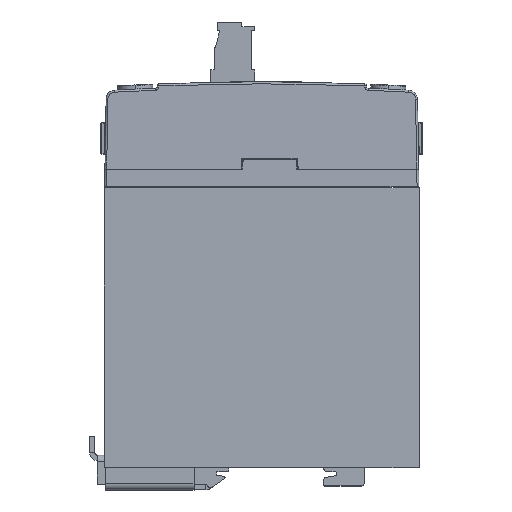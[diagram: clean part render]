
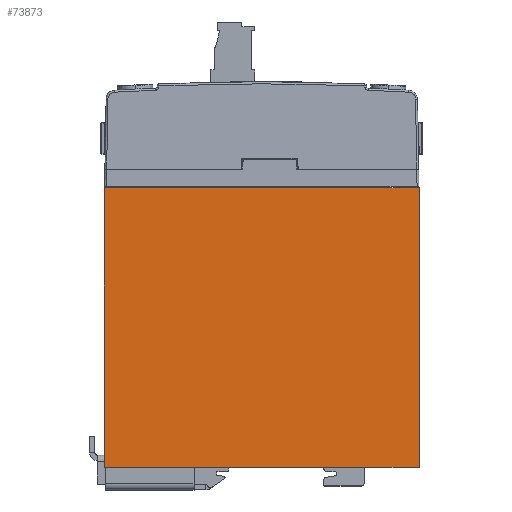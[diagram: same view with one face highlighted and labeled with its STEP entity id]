
A CAD part, top view. The second image highlights one B-rep face of the part: STEP entity #73873.
In plain terms, the highlighted face is planar.
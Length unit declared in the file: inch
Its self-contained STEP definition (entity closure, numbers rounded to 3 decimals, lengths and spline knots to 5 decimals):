
#3393 = CARTESIAN_POINT ( 'NONE',  ( 0.44291, -1.5748, -1.77165 ) ) ;
#10661 = EDGE_CURVE ( 'NONE', #93280, #113879, #58120, .T. ) ;
#17112 = DIRECTION ( 'NONE',  ( 0., 1., 0. ) ) ;
#18416 = DIRECTION ( 'NONE',  ( -1., 0., 0. ) ) ;
#21457 = ORIENTED_EDGE ( 'NONE', *, *, #119049, .T. ) ;
#24275 = VECTOR ( 'NONE', #175870, 39.37008 ) ;
#32520 = ORIENTED_EDGE ( 'NONE', *, *, #51095, .F. ) ;
#36285 = FACE_OUTER_BOUND ( 'NONE', #63659, .T. ) ;
#51095 = EDGE_CURVE ( 'NONE', #111971, #130933, #56269, .T. ) ;
#52069 = ORIENTED_EDGE ( 'NONE', *, *, #10661, .T. ) ;
#56269 = LINE ( 'NONE', #80586, #24275 ) ;
#58120 = LINE ( 'NONE', #3393, #90095 ) ;
#58231 = DIRECTION ( 'NONE',  ( 0., 0., -1. ) ) ;
#59190 = VECTOR ( 'NONE', #58231, 39.37008 ) ;
#63659 = EDGE_LOOP ( 'NONE', ( #52069, #135433, #32520, #21457 ) ) ;
#66927 = VECTOR ( 'NONE', #176624, 39.37008 ) ;
#68650 = AXIS2_PLACEMENT_3D ( 'NONE', #72009, #18416, #113705 ) ;
#72009 = CARTESIAN_POINT ( 'NONE',  ( 0.44291, -1.5748, 1.77165 ) ) ;
#73873 = ADVANCED_FACE ( 'NONE', ( #36285 ), #113150, .F. ) ;
#80586 = CARTESIAN_POINT ( 'NONE',  ( 0.44291, -1.5748, 1.77165 ) ) ;
#85446 = CARTESIAN_POINT ( 'NONE',  ( 0.44291, -1.5748, 1.77165 ) ) ;
#90095 = VECTOR ( 'NONE', #17112, 39.37008 ) ;
#93280 = VERTEX_POINT ( 'NONE', #119792 ) ;
#107454 = LINE ( 'NONE', #162313, #66927 ) ;
#111971 = VERTEX_POINT ( 'NONE', #85446 ) ;
#113150 = PLANE ( 'NONE',  #68650 ) ;
#113705 = DIRECTION ( 'NONE',  ( 0., -1., 0. ) ) ;
#113879 = VERTEX_POINT ( 'NONE', #173877 ) ;
#119049 = EDGE_CURVE ( 'NONE', #111971, #93280, #163620, .T. ) ;
#119792 = CARTESIAN_POINT ( 'NONE',  ( 0.44291, -1.5748, -1.77165 ) ) ;
#126042 = CARTESIAN_POINT ( 'NONE',  ( 0.44291, 1.5748, 1.77165 ) ) ;
#130933 = VERTEX_POINT ( 'NONE', #126042 ) ;
#133897 = EDGE_CURVE ( 'NONE', #130933, #113879, #107454, .T. ) ;
#135433 = ORIENTED_EDGE ( 'NONE', *, *, #133897, .F. ) ;
#139807 = CARTESIAN_POINT ( 'NONE',  ( 0.44291, -1.5748, 1.77165 ) ) ;
#162313 = CARTESIAN_POINT ( 'NONE',  ( 0.44291, 1.5748, 1.77165 ) ) ;
#163620 = LINE ( 'NONE', #139807, #59190 ) ;
#173877 = CARTESIAN_POINT ( 'NONE',  ( 0.44291, 1.5748, -1.77165 ) ) ;
#175870 = DIRECTION ( 'NONE',  ( 0., 1., 0. ) ) ;
#176624 = DIRECTION ( 'NONE',  ( 0., 0., -1. ) ) ;
